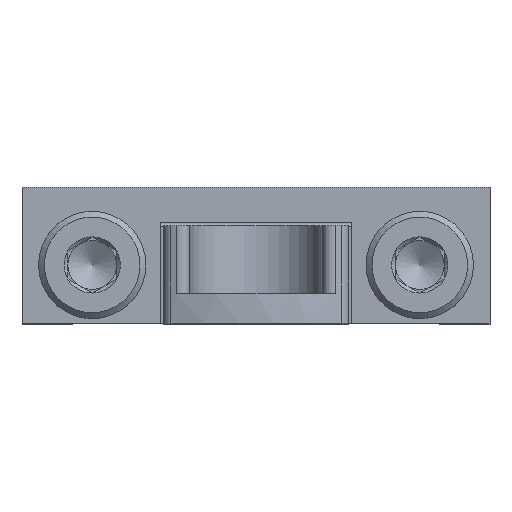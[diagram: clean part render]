
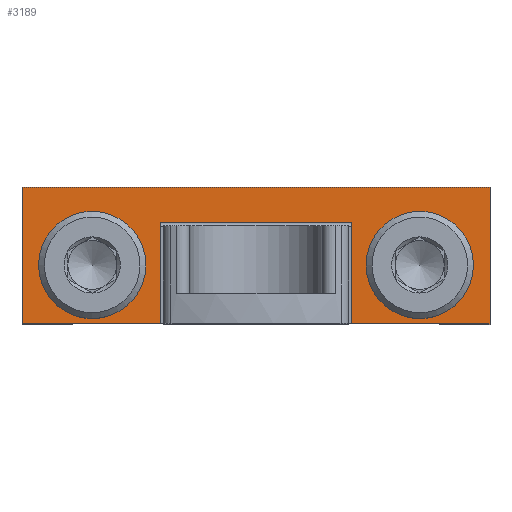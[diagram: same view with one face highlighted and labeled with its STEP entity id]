
A CAD part, top view. The second image highlights one B-rep face of the part: STEP entity #3189.
In plain terms, the highlighted face is planar.
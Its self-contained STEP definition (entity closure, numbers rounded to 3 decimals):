
#185=CIRCLE('',#3473,1.75);
#186=CIRCLE('',#3474,1.75);
#723=ORIENTED_EDGE('',*,*,#1373,.F.);
#724=ORIENTED_EDGE('',*,*,#1374,.F.);
#725=ORIENTED_EDGE('',*,*,#1375,.T.);
#726=ORIENTED_EDGE('',*,*,#1376,.T.);
#727=ORIENTED_EDGE('',*,*,#1377,.T.);
#728=ORIENTED_EDGE('',*,*,#1378,.F.);
#729=ORIENTED_EDGE('',*,*,#1379,.F.);
#730=ORIENTED_EDGE('',*,*,#1380,.T.);
#731=ORIENTED_EDGE('',*,*,#1381,.T.);
#732=ORIENTED_EDGE('',*,*,#1382,.T.);
#1373=EDGE_CURVE('',#1744,#1744,#185,.T.);
#1374=EDGE_CURVE('',#1745,#1745,#186,.T.);
#1375=EDGE_CURVE('',#1746,#1747,#2061,.T.);
#1376=EDGE_CURVE('',#1747,#1748,#2062,.T.);
#1377=EDGE_CURVE('',#1748,#1749,#2063,.T.);
#1378=EDGE_CURVE('',#1750,#1749,#2064,.T.);
#1379=EDGE_CURVE('',#1751,#1750,#2065,.T.);
#1380=EDGE_CURVE('',#1751,#1752,#2066,.T.);
#1381=EDGE_CURVE('',#1752,#1753,#2067,.T.);
#1382=EDGE_CURVE('',#1753,#1746,#2068,.T.);
#1744=VERTEX_POINT('',#5070);
#1745=VERTEX_POINT('',#5072);
#1746=VERTEX_POINT('',#5074);
#1747=VERTEX_POINT('',#5075);
#1748=VERTEX_POINT('',#5077);
#1749=VERTEX_POINT('',#5079);
#1750=VERTEX_POINT('',#5081);
#1751=VERTEX_POINT('',#5083);
#1752=VERTEX_POINT('',#5085);
#1753=VERTEX_POINT('',#5087);
#2061=LINE('',#5073,#2402);
#2062=LINE('',#5076,#2403);
#2063=LINE('',#5078,#2404);
#2064=LINE('',#5080,#2405);
#2065=LINE('',#5082,#2406);
#2066=LINE('',#5084,#2407);
#2067=LINE('',#5086,#2408);
#2068=LINE('',#5088,#2409);
#2402=VECTOR('',#4124,1000.);
#2403=VECTOR('',#4125,1000.);
#2404=VECTOR('',#4126,1000.);
#2405=VECTOR('',#4127,1000.);
#2406=VECTOR('',#4128,1000.);
#2407=VECTOR('',#4129,1000.);
#2408=VECTOR('',#4130,1000.);
#2409=VECTOR('',#4131,1000.);
#2651=EDGE_LOOP('',(#723));
#2652=EDGE_LOOP('',(#724));
#2653=EDGE_LOOP('',(#725,#726,#727,#728,#729,#730,#731,#732));
#2862=FACE_BOUND('',#2651,.T.);
#2863=FACE_BOUND('',#2652,.T.);
#2864=FACE_BOUND('',#2653,.T.);
#3030=PLANE('',#3472);
#3189=ADVANCED_FACE('',(#2862,#2863,#2864),#3030,.F.);
#3472=AXIS2_PLACEMENT_3D('',#5068,#4118,#4119);
#3473=AXIS2_PLACEMENT_3D('',#5069,#4120,#4121);
#3474=AXIS2_PLACEMENT_3D('',#5071,#4122,#4123);
#4118=DIRECTION('',(0.,0.,1.));
#4119=DIRECTION('',(1.,0.,0.));
#4120=DIRECTION('',(0.,0.,-1.));
#4121=DIRECTION('',(-1.,0.,0.));
#4122=DIRECTION('',(0.,0.,-1.));
#4123=DIRECTION('',(-1.,0.,0.));
#4124=DIRECTION('',(0.,-1.,0.));
#4125=DIRECTION('',(-1.,0.,0.));
#4126=DIRECTION('',(0.,1.,0.));
#4127=DIRECTION('',(-1.,0.,0.));
#4128=DIRECTION('',(0.,1.,0.));
#4129=DIRECTION('',(-1.,0.,0.));
#4130=DIRECTION('',(0.,1.,0.));
#4131=DIRECTION('',(-1.,0.,0.));
#5068=CARTESIAN_POINT('',(12.,0.,-4.5));
#5069=CARTESIAN_POINT('',(8.4,3.,-4.5));
#5070=CARTESIAN_POINT('',(6.65,3.,-4.5));
#5071=CARTESIAN_POINT('',(-8.4,3.,-4.5));
#5072=CARTESIAN_POINT('',(-10.15,3.,-4.5));
#5073=CARTESIAN_POINT('',(-4.9,5.2,-4.5));
#5074=CARTESIAN_POINT('',(-4.9,5.2,-4.5));
#5075=CARTESIAN_POINT('',(-4.9,0.,-4.5));
#5076=CARTESIAN_POINT('',(12.,0.,-4.5));
#5077=CARTESIAN_POINT('',(-12.,0.,-4.5));
#5078=CARTESIAN_POINT('',(-12.,0.,-4.5));
#5079=CARTESIAN_POINT('',(-12.,7.,-4.5));
#5080=CARTESIAN_POINT('',(12.,7.,-4.5));
#5081=CARTESIAN_POINT('',(12.,7.,-4.5));
#5082=CARTESIAN_POINT('',(12.,0.,-4.5));
#5083=CARTESIAN_POINT('',(12.,0.,-4.5));
#5084=CARTESIAN_POINT('',(12.,0.,-4.5));
#5085=CARTESIAN_POINT('',(4.9,0.,-4.5));
#5086=CARTESIAN_POINT('',(4.9,0.,-4.5));
#5087=CARTESIAN_POINT('',(4.9,5.2,-4.5));
#5088=CARTESIAN_POINT('',(4.9,5.2,-4.5));
